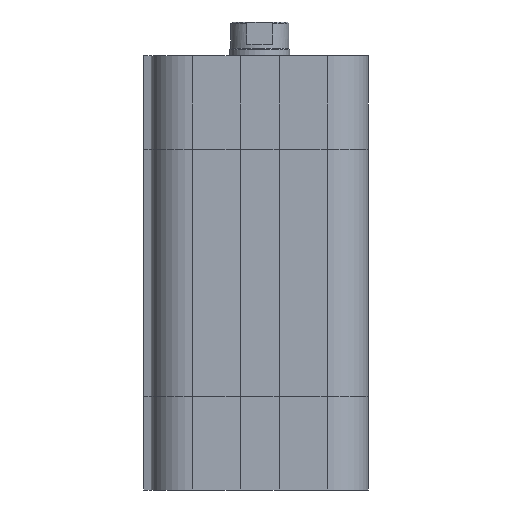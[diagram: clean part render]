
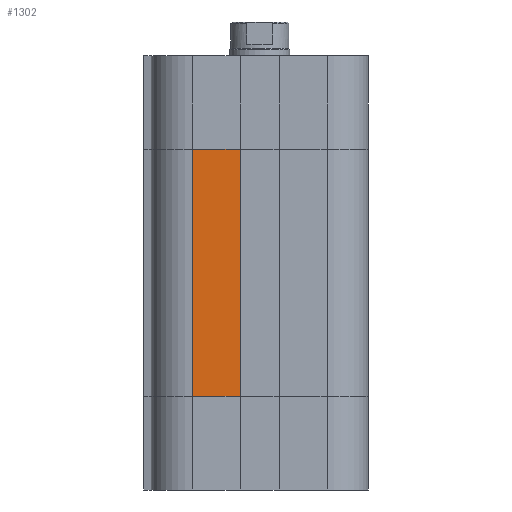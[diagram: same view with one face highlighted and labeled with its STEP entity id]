
A CAD part, left-side view. The second image highlights one B-rep face of the part: STEP entity #1302.
In plain terms, the highlighted planar face has unit normal (-1, 0, 0).
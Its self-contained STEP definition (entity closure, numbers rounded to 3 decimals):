
#1213=CARTESIAN_POINT('',(-14.5,9.,12.5));
#1214=VERTEX_POINT('',#1213);
#1222=CARTESIAN_POINT('',(-14.5,9.,45.5));
#1223=VERTEX_POINT('',#1222);
#1224=CARTESIAN_POINT('',(-14.5,9.,12.5));
#1225=DIRECTION('',(0.0,0.0,1.0));
#1226=VECTOR('',#1225,33.);
#1227=LINE('',#1224,#1226);
#1228=EDGE_CURVE('',#1214,#1223,#1227,.T.);
#1272=CARTESIAN_POINT('',(-14.5,2.6,0.0));
#1273=DIRECTION('',(-1.0,0.0,0.0));
#1274=DIRECTION('',(0.0,0.0,1.0));
#1275=AXIS2_PLACEMENT_3D('',#1272,#1273,#1274);
#1276=PLANE('',#1275);
#1277=CARTESIAN_POINT('',(-14.5,2.6,12.5));
#1278=VERTEX_POINT('',#1277);
#1279=CARTESIAN_POINT('',(-14.5,9.,12.5));
#1280=DIRECTION('',(0.0,-1.0,0.0));
#1281=VECTOR('',#1280,6.4);
#1282=LINE('',#1279,#1281);
#1283=EDGE_CURVE('',#1214,#1278,#1282,.T.);
#1284=ORIENTED_EDGE('',*,*,#1283,.T.);
#1285=CARTESIAN_POINT('',(-14.5,2.6,45.5));
#1286=VERTEX_POINT('',#1285);
#1287=CARTESIAN_POINT('',(-14.5,2.6,12.5));
#1288=DIRECTION('',(0.0,0.0,1.0));
#1289=VECTOR('',#1288,33.);
#1290=LINE('',#1287,#1289);
#1291=EDGE_CURVE('',#1278,#1286,#1290,.T.);
#1292=ORIENTED_EDGE('',*,*,#1291,.T.);
#1293=CARTESIAN_POINT('',(-14.5,9.,45.5));
#1294=DIRECTION('',(0.0,-1.0,0.0));
#1295=VECTOR('',#1294,6.4);
#1296=LINE('',#1293,#1295);
#1297=EDGE_CURVE('',#1223,#1286,#1296,.T.);
#1298=ORIENTED_EDGE('',*,*,#1297,.F.);
#1299=ORIENTED_EDGE('',*,*,#1228,.F.);
#1300=EDGE_LOOP('',(#1284,#1292,#1298,#1299));
#1301=FACE_OUTER_BOUND('',#1300,.T.);
#1302=ADVANCED_FACE('',(#1301),#1276,.T.);
